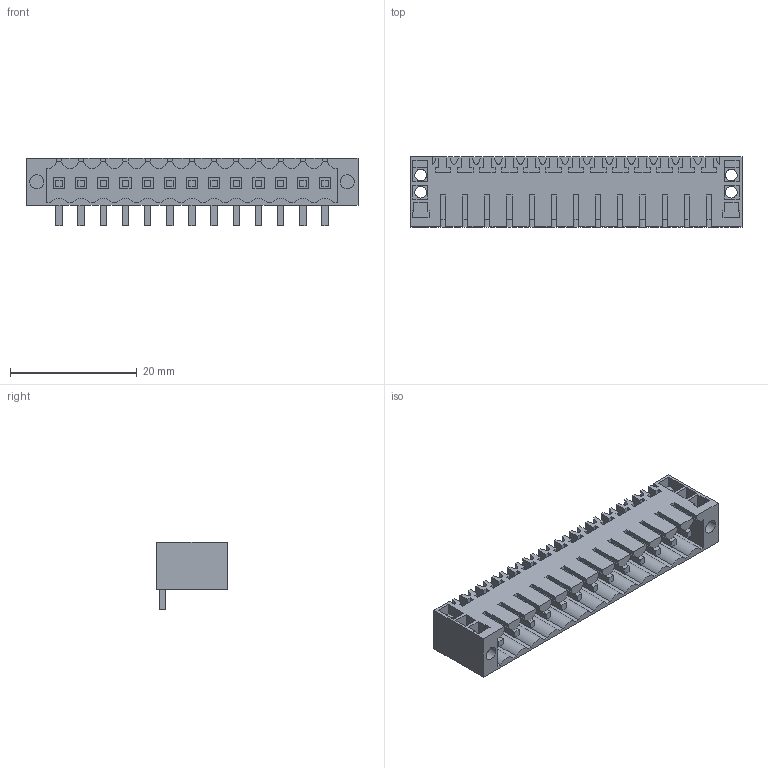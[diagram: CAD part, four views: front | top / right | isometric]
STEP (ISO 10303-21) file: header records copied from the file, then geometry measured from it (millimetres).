
FILE_DESCRIPTION(('CATIA V5 STEP Exchange','CAx-IF Rec.Pracs.--- Model Styling and Organization---1.2---2011-12-15'),'2;1');
FILE_NAME ('D1453290_0_1607150000_1607150000.stp','2018-03-06T11:53:13+00:00',('none'),('Weidmueller'),'CATIA Version 5-6 Release 2014','CATIA V5 STEP AP214','none');
FILE_SCHEMA(('AUTOMOTIVE_DESIGN { 1 0 10303 214 1 1 1 1 }'));
Length unit declared in the file: millimetre
Products named in the file (1): 1607150000
Bounding box: 52.4 x 11.05 x 10.65 mm (x, y, z)
Volume: 1920.3 mm3; surface area: 5263.1 mm2
Topology: 14 solids, 14 shells, 810 faces, 2456 edges, 1680 vertices
Faces by surface type: plane 741, cylinder 69
Entity records: 25338 total; most frequent: ORIENTED_EDGE 4912, CARTESIAN_POINT 4573, DIRECTION 3328, EDGE_CURVE 2456, VECTOR 2292, LINE 2292, VERTEX_POINT 1680, EDGE_LOOP 860
